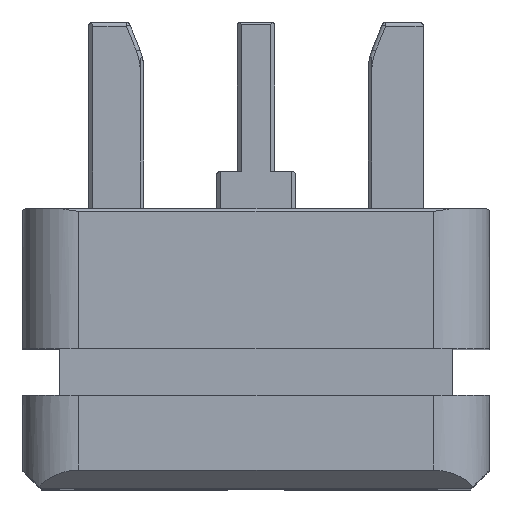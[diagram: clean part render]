
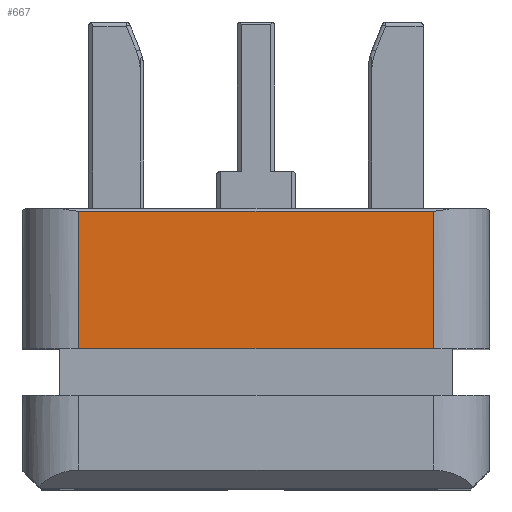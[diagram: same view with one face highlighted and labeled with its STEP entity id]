
A CAD part, top view. The second image highlights one B-rep face of the part: STEP entity #667.
In plain terms, the highlighted planar face has unit normal (0, 0, 1).
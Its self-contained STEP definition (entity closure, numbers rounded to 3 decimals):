
#667=ADVANCED_FACE('',(#1083),#861,.T.);
#861=PLANE('',#5416);
#1083=FACE_OUTER_BOUND('',#1361,.T.);
#1361=EDGE_LOOP('',(#2353,#2354,#2355,#2356));
#2353=ORIENTED_EDGE('',*,*,#3940,.F.);
#2354=ORIENTED_EDGE('',*,*,#3941,.F.);
#2355=ORIENTED_EDGE('',*,*,#3932,.F.);
#2356=ORIENTED_EDGE('',*,*,#3939,.F.);
#3295=VERTEX_POINT('',#8230);
#3296=VERTEX_POINT('',#8232);
#3301=VERTEX_POINT('',#8250);
#3302=VERTEX_POINT('',#8254);
#3932=EDGE_CURVE('',#3295,#3296,#4494,.T.);
#3939=EDGE_CURVE('',#3301,#3295,#4497,.T.);
#3940=EDGE_CURVE('',#3302,#3301,#4498,.T.);
#3941=EDGE_CURVE('',#3296,#3302,#4499,.T.);
#4494=LINE('',#8231,#4984);
#4497=LINE('',#8251,#4987);
#4498=LINE('',#8253,#4988);
#4499=LINE('',#8255,#4989);
#4984=VECTOR('',#6542,1.);
#4987=VECTOR('',#6551,1.);
#4988=VECTOR('',#6554,1.);
#4989=VECTOR('',#6555,1.);
#5416=AXIS2_PLACEMENT_3D('',#8256,#6556,#6557);
#6542=DIRECTION('',(1.,0.,0.));
#6551=DIRECTION('',(0.,1.,0.));
#6554=DIRECTION('',(-1.,0.,0.));
#6555=DIRECTION('',(0.,-1.,0.));
#6556=DIRECTION('',(0.,0.,1.));
#6557=DIRECTION('',(1.,0.,0.));
#8230=CARTESIAN_POINT('',(-47.983,43.321,75.03));
#8231=CARTESIAN_POINT('',(-47.983,43.321,75.03));
#8232=CARTESIAN_POINT('',(-28.983,43.321,75.03));
#8250=CARTESIAN_POINT('',(-47.983,35.958,75.03));
#8251=CARTESIAN_POINT('',(-47.983,35.958,75.03));
#8253=CARTESIAN_POINT('',(-28.983,35.958,75.03));
#8254=CARTESIAN_POINT('',(-28.983,35.958,75.03));
#8255=CARTESIAN_POINT('',(-28.983,43.321,75.03));
#8256=CARTESIAN_POINT('',(-38.483,37.158,75.03));
